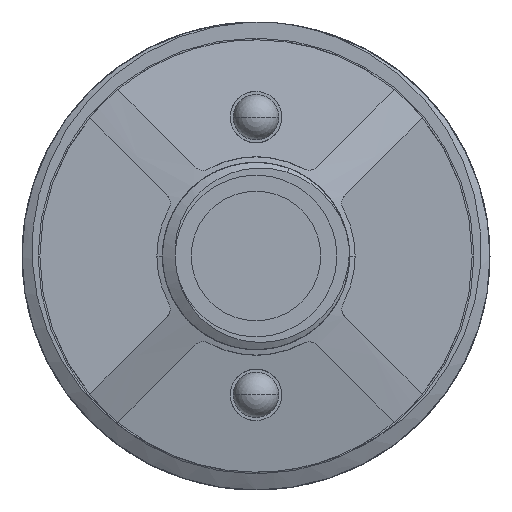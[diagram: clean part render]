
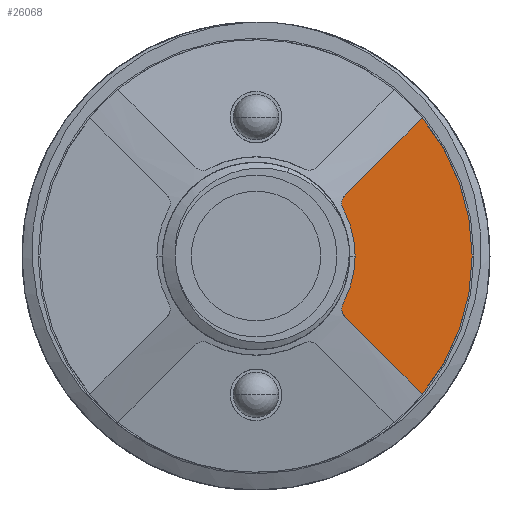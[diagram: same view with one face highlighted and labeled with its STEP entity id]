
A CAD part, left-side view. The second image highlights one B-rep face of the part: STEP entity #26068.
In plain terms, the highlighted face is planar.
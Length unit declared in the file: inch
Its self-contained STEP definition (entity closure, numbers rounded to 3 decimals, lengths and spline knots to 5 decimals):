
#22964=CARTESIAN_POINT('',(0.,0.,0.645));
#22965=DIRECTION('',(0.,0.,1.));
#22966=DIRECTION('',(-1.,0.,0.));
#22967=AXIS2_PLACEMENT_3D('',#22964,#22965,#22966);
#22969=CARTESIAN_POINT('',(0.,0.,0.645));
#22970=DIRECTION('',(0.,0.,1.));
#22971=DIRECTION('',(-0.769,0.639,0.));
#22972=AXIS2_PLACEMENT_3D('',#22969,#22970,#22971);
#22974=DIRECTION('',(0.707,-0.707,0.));
#22975=VECTOR('',#22974,0.27437);
#22976=CARTESIAN_POINT('',(-0.4191,0.34839,0.645));
#22977=LINE('',#22976,#22975);
#22978=CARTESIAN_POINT('',(0.,0.,0.645));
#22979=DIRECTION('',(0.,0.,1.));
#22980=DIRECTION('',(-0.88,0.476,0.));
#22981=AXIS2_PLACEMENT_3D('',#22978,#22979,#22980);
#22983=DIRECTION('',(-0.707,-0.707,0.));
#22984=VECTOR('',#22983,0.27437);
#22985=CARTESIAN_POINT('',(-0.22509,-0.15438,0.645));
#22986=LINE('',#22985,#22984);
#25516=CARTESIAN_POINT('',(-0.24631,-0.13317,0.645));
#25517=DIRECTION('',(0.,0.,1.));
#25518=DIRECTION('',(0.707,-0.707,0.));
#25519=AXIS2_PLACEMENT_3D('',#25516,#25517,#25518);
#25546=CARTESIAN_POINT('',(-0.24631,0.13317,0.645));
#25547=DIRECTION('',(0.,0.,1.));
#25548=DIRECTION('',(0.88,-0.476,0.));
#25549=AXIS2_PLACEMENT_3D('',#25546,#25547,#25548);
#25717=CARTESIAN_POINT('',(-0.545,0.,0.645));
#25718=CARTESIAN_POINT('',(-0.4191,-0.34839,0.645));
#25719=VERTEX_POINT('',#25717);
#25720=VERTEX_POINT('',#25718);
#25721=CARTESIAN_POINT('',(-0.4191,0.34839,0.645));
#25722=VERTEX_POINT('',#25721);
#25880=CARTESIAN_POINT('',(-0.21992,0.1189,0.645));
#25882=VERTEX_POINT('',#25880);
#25884=CARTESIAN_POINT('',(-0.22509,0.15438,0.645));
#25886=VERTEX_POINT('',#25884);
#25888=CARTESIAN_POINT('',(-0.22509,-0.15438,0.645));
#25890=VERTEX_POINT('',#25888);
#25892=CARTESIAN_POINT('',(-0.21992,-0.1189,0.645));
#25894=VERTEX_POINT('',#25892);
#26048=CARTESIAN_POINT('',(-0.17325,0.16025,0.645));
#26049=DIRECTION('',(0.,0.,-1.));
#26050=DIRECTION('',(-1.,0.,0.));
#26051=AXIS2_PLACEMENT_3D('',#26048,#26049,#26050);
#26052=PLANE('',#26051);
#26054=ORIENTED_EDGE('',*,*,#26053,.F.);
#26055=ORIENTED_EDGE('',*,*,#26025,.F.);
#26057=ORIENTED_EDGE('',*,*,#26056,.T.);
#26059=ORIENTED_EDGE('',*,*,#26058,.F.);
#26061=ORIENTED_EDGE('',*,*,#26060,.T.);
#26063=ORIENTED_EDGE('',*,*,#26062,.F.);
#26065=ORIENTED_EDGE('',*,*,#26064,.T.);
#26066=EDGE_LOOP('',(#26054,#26055,#26057,#26059,#26061,#26063,#26065));
#26067=FACE_OUTER_BOUND('',#26066,.F.);
#26068=ADVANCED_FACE('',(#26067),#26052,.F.);
#22968=CIRCLE('',#22967,0.545);
#22973=CIRCLE('',#22972,0.545);
#22982=CIRCLE('',#22981,0.25);
#25520=CIRCLE('',#25519,0.03);
#25550=CIRCLE('',#25549,0.03);
#26025=EDGE_CURVE('',#25722,#25719,#22973,.T.);
#26053=EDGE_CURVE('',#25719,#25720,#22968,.T.);
#26056=EDGE_CURVE('',#25722,#25886,#22977,.T.);
#26058=EDGE_CURVE('',#25882,#25886,#25550,.T.);
#26060=EDGE_CURVE('',#25882,#25894,#22982,.T.);
#26062=EDGE_CURVE('',#25890,#25894,#25520,.T.);
#26064=EDGE_CURVE('',#25890,#25720,#22986,.T.);
